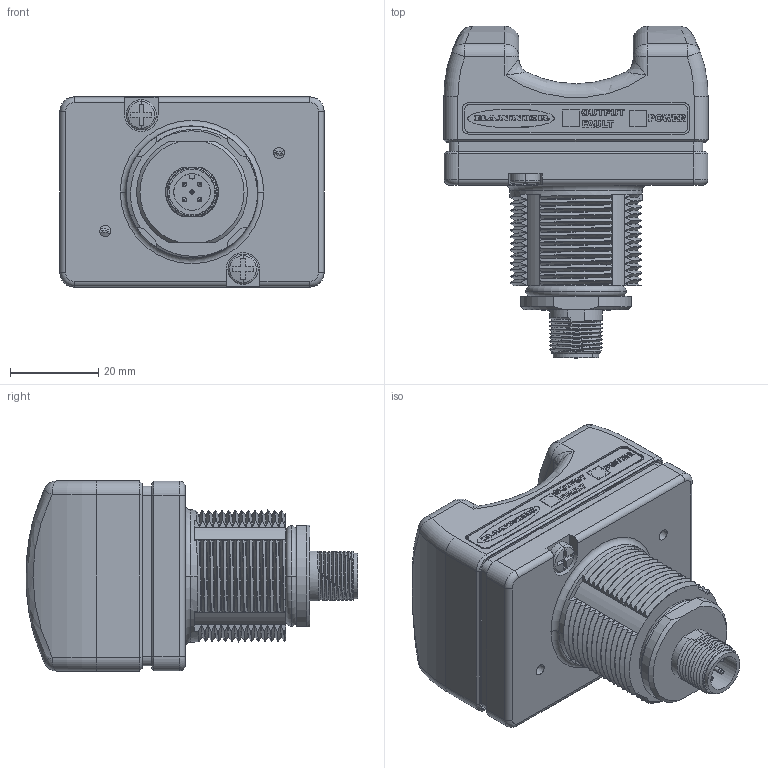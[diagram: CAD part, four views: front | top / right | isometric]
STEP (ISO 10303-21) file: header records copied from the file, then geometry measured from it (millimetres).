
FILE_DESCRIPTION((''),'2;1');
FILE_NAME('155338_SW','2011-02-01T',('banengservice'),('BANNER ENGINEERING'),'PRO/ENGINEER BY PARAMETRIC TECHNOLOGY CORPORATION, 2009141','PRO/ENGINEER BY PARAMETRIC TECHNOLOGY CORPORATION, 2009141','');
FILE_SCHEMA(('CONFIG_CONTROL_DESIGN'));
Products named in the file (1): 155338_SW
Bounding box: 59.99 x 75.38 x 43.18 mm (x, y, z)
Volume: 46063.8 mm3; surface area: 33996.6 mm2
Topology: 3 solids, 3 shells, 1743 faces, 4607 edges, 2928 vertices
Faces by surface type: cylinder 617, plane 541, bspline 311, torus 81, extrusion 81, sphere 80, cone 32
Entity records: 81248 total; most frequent: CARTESIAN_POINT 40705, ORIENTED_EDGE 9182, DIRECTION 7289, EDGE_CURVE 4591, VERTEX_POINT 2928, AXIS2_PLACEMENT_3D 2533, VECTOR 2223, LINE 2142
